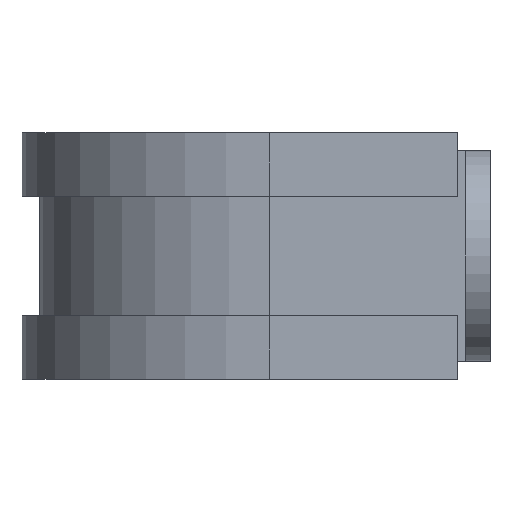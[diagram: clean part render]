
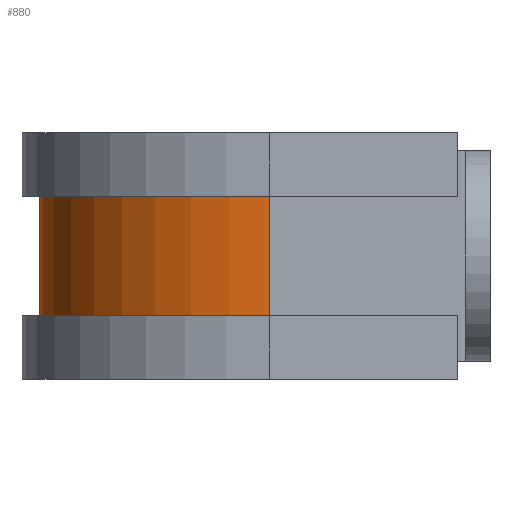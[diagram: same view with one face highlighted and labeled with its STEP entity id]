
A CAD part, left-side view. The second image highlights one B-rep face of the part: STEP entity #880.
In plain terms, the highlighted cylindrical face has radius 21.8 mm (diameter 43.6 mm), a partial arc.
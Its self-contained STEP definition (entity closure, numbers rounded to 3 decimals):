
#24 = LINE ( 'NONE', #253, #1004 ) ;
#32 = CIRCLE ( 'NONE', #1399, 21.8 ) ;
#86 = DIRECTION ( 'NONE',  ( -1., 0., 0. ) ) ;
#100 = DIRECTION ( 'NONE',  ( 0., 0., 1. ) ) ;
#120 = EDGE_CURVE ( 'NONE', #1406, #806, #24, .T. ) ;
#144 = DIRECTION ( 'NONE',  ( 0., 0., -1. ) ) ;
#188 = ORIENTED_EDGE ( 'NONE', *, *, #120, .F. ) ;
#204 = CARTESIAN_POINT ( 'NONE',  ( 0., 21., -5.7 ) ) ;
#244 = AXIS2_PLACEMENT_3D ( 'NONE', #653, #1104, #86 ) ;
#253 = CARTESIAN_POINT ( 'NONE',  ( -21.8, 21., 10. ) ) ;
#266 = AXIS2_PLACEMENT_3D ( 'NONE', #204, #100, #563 ) ;
#274 = CARTESIAN_POINT ( 'NONE',  ( 21.8, 21., 10. ) ) ;
#323 = CARTESIAN_POINT ( 'NONE',  ( 21.8, 21., 5.7 ) ) ;
#330 = CYLINDRICAL_SURFACE ( 'NONE', #244, 21.8 ) ;
#359 = DIRECTION ( 'NONE',  ( 0., 0., -1. ) ) ;
#428 = EDGE_CURVE ( 'NONE', #1369, #806, #1262, .T. ) ;
#516 = EDGE_LOOP ( 'NONE', ( #772, #1314, #1356, #188 ) ) ;
#563 = DIRECTION ( 'NONE',  ( 1., 0., 0. ) ) ;
#653 = CARTESIAN_POINT ( 'NONE',  ( 0., 21., 10. ) ) ;
#700 = VECTOR ( 'NONE', #144, 1000. ) ;
#708 = CARTESIAN_POINT ( 'NONE',  ( -21.8, 21., 5.7 ) ) ;
#772 = ORIENTED_EDGE ( 'NONE', *, *, #1028, .F. ) ;
#806 = VERTEX_POINT ( 'NONE', #1110 ) ;
#831 = DIRECTION ( 'NONE',  ( 0., 0., 1. ) ) ;
#880 = ADVANCED_FACE ( 'NONE', ( #993 ), #330, .T. ) ;
#885 = VERTEX_POINT ( 'NONE', #323 ) ;
#950 = DIRECTION ( 'NONE',  ( 1., 0., 0. ) ) ;
#993 = FACE_OUTER_BOUND ( 'NONE', #516, .T. ) ;
#1004 = VECTOR ( 'NONE', #359, 1000. ) ;
#1028 = EDGE_CURVE ( 'NONE', #885, #1406, #32, .T. ) ;
#1041 = EDGE_CURVE ( 'NONE', #885, #1369, #1160, .T. ) ;
#1104 = DIRECTION ( 'NONE',  ( 0., 0., -1. ) ) ;
#1110 = CARTESIAN_POINT ( 'NONE',  ( -21.8, 21., -5.7 ) ) ;
#1160 = LINE ( 'NONE', #274, #700 ) ;
#1234 = CARTESIAN_POINT ( 'NONE',  ( 21.8, 21., -5.7 ) ) ;
#1262 = CIRCLE ( 'NONE', #266, 21.8 ) ;
#1314 = ORIENTED_EDGE ( 'NONE', *, *, #1041, .T. ) ;
#1352 = CARTESIAN_POINT ( 'NONE',  ( 0., 21., 5.7 ) ) ;
#1356 = ORIENTED_EDGE ( 'NONE', *, *, #428, .T. ) ;
#1369 = VERTEX_POINT ( 'NONE', #1234 ) ;
#1399 = AXIS2_PLACEMENT_3D ( 'NONE', #1352, #831, #950 ) ;
#1406 = VERTEX_POINT ( 'NONE', #708 ) ;
